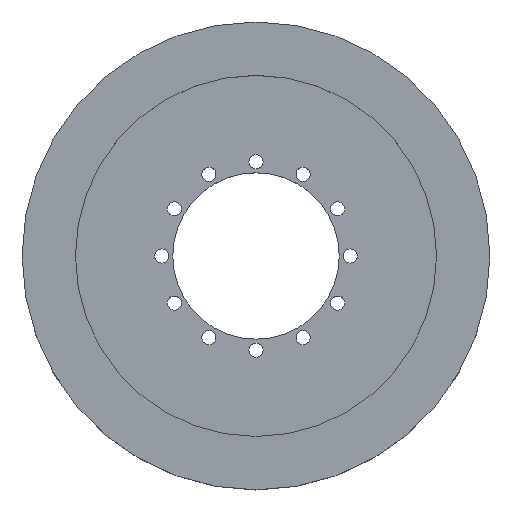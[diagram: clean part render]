
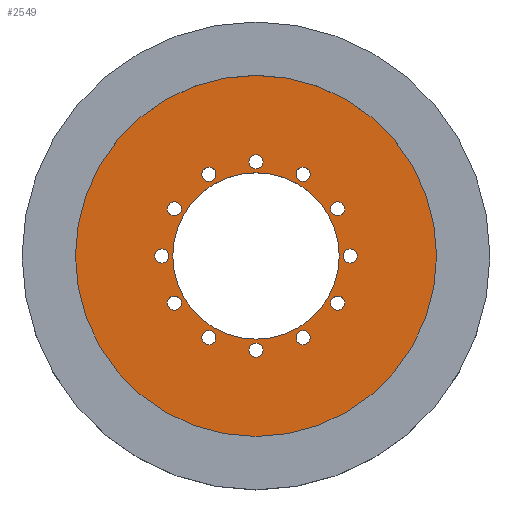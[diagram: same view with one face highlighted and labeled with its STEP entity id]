
A CAD part, top view. The second image highlights one B-rep face of the part: STEP entity #2549.
In plain terms, the highlighted planar face has unit normal (0, 0, 1).
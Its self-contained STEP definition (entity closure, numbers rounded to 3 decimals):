
#32=FACE_BOUND('',#338,.T.);
#33=FACE_BOUND('',#339,.T.);
#34=FACE_BOUND('',#340,.T.);
#35=FACE_BOUND('',#341,.T.);
#36=FACE_BOUND('',#342,.T.);
#37=FACE_BOUND('',#343,.T.);
#38=FACE_BOUND('',#344,.T.);
#39=FACE_BOUND('',#345,.T.);
#40=FACE_BOUND('',#346,.T.);
#41=FACE_BOUND('',#347,.T.);
#42=FACE_BOUND('',#348,.T.);
#43=FACE_BOUND('',#349,.T.);
#44=FACE_BOUND('',#350,.T.);
#50=PLANE('',#2956);
#185=FACE_OUTER_BOUND('',#337,.T.);
#337=EDGE_LOOP('',(#2272));
#338=EDGE_LOOP('',(#2273));
#339=EDGE_LOOP('',(#2274));
#340=EDGE_LOOP('',(#2275));
#341=EDGE_LOOP('',(#2276));
#342=EDGE_LOOP('',(#2277));
#343=EDGE_LOOP('',(#2278));
#344=EDGE_LOOP('',(#2279));
#345=EDGE_LOOP('',(#2280));
#346=EDGE_LOOP('',(#2281));
#347=EDGE_LOOP('',(#2282));
#348=EDGE_LOOP('',(#2283));
#349=EDGE_LOOP('',(#2284));
#350=EDGE_LOOP('',(#2285));
#609=CIRCLE('',#2565,2.25);
#611=CIRCLE('',#2568,2.25);
#613=CIRCLE('',#2571,2.25);
#615=CIRCLE('',#2574,2.25);
#617=CIRCLE('',#2577,2.25);
#619=CIRCLE('',#2580,2.25);
#621=CIRCLE('',#2583,2.25);
#623=CIRCLE('',#2586,2.25);
#625=CIRCLE('',#2589,2.25);
#627=CIRCLE('',#2592,2.25);
#629=CIRCLE('',#2595,2.25);
#631=CIRCLE('',#2598,2.25);
#863=CIRCLE('',#2949,57.5);
#866=CIRCLE('',#2955,26.5);
#867=VERTEX_POINT('',#3876);
#869=VERTEX_POINT('',#3882);
#871=VERTEX_POINT('',#3888);
#873=VERTEX_POINT('',#3894);
#875=VERTEX_POINT('',#3900);
#877=VERTEX_POINT('',#3906);
#879=VERTEX_POINT('',#3912);
#881=VERTEX_POINT('',#3918);
#883=VERTEX_POINT('',#3924);
#885=VERTEX_POINT('',#3930);
#887=VERTEX_POINT('',#3936);
#889=VERTEX_POINT('',#3942);
#1121=VERTEX_POINT('',#4640);
#1124=VERTEX_POINT('',#4651);
#1125=EDGE_CURVE('',#867,#867,#609,.T.);
#1128=EDGE_CURVE('',#869,#869,#611,.T.);
#1131=EDGE_CURVE('',#871,#871,#613,.T.);
#1134=EDGE_CURVE('',#873,#873,#615,.T.);
#1137=EDGE_CURVE('',#875,#875,#617,.T.);
#1140=EDGE_CURVE('',#877,#877,#619,.T.);
#1143=EDGE_CURVE('',#879,#879,#621,.T.);
#1146=EDGE_CURVE('',#881,#881,#623,.T.);
#1149=EDGE_CURVE('',#883,#883,#625,.T.);
#1152=EDGE_CURVE('',#885,#885,#627,.T.);
#1155=EDGE_CURVE('',#887,#887,#629,.T.);
#1158=EDGE_CURVE('',#889,#889,#631,.T.);
#1506=EDGE_CURVE('',#1121,#1121,#863,.T.);
#1510=EDGE_CURVE('',#1124,#1124,#866,.T.);
#2272=ORIENTED_EDGE('',*,*,#1506,.T.);
#2273=ORIENTED_EDGE('',*,*,#1125,.T.);
#2274=ORIENTED_EDGE('',*,*,#1128,.T.);
#2275=ORIENTED_EDGE('',*,*,#1131,.T.);
#2276=ORIENTED_EDGE('',*,*,#1134,.T.);
#2277=ORIENTED_EDGE('',*,*,#1137,.T.);
#2278=ORIENTED_EDGE('',*,*,#1140,.T.);
#2279=ORIENTED_EDGE('',*,*,#1143,.T.);
#2280=ORIENTED_EDGE('',*,*,#1146,.T.);
#2281=ORIENTED_EDGE('',*,*,#1149,.T.);
#2282=ORIENTED_EDGE('',*,*,#1152,.T.);
#2283=ORIENTED_EDGE('',*,*,#1155,.T.);
#2284=ORIENTED_EDGE('',*,*,#1158,.T.);
#2285=ORIENTED_EDGE('',*,*,#1510,.T.);
#2549=ADVANCED_FACE('',(#185,#32,#33,#34,#35,#36,#37,#38,#39,#40,#41,#42,
#43,#44),#50,.T.);
#2565=AXIS2_PLACEMENT_3D('',#3877,#2961,#2962);
#2568=AXIS2_PLACEMENT_3D('',#3883,#2968,#2969);
#2571=AXIS2_PLACEMENT_3D('',#3889,#2975,#2976);
#2574=AXIS2_PLACEMENT_3D('',#3895,#2982,#2983);
#2577=AXIS2_PLACEMENT_3D('',#3901,#2989,#2990);
#2580=AXIS2_PLACEMENT_3D('',#3907,#2996,#2997);
#2583=AXIS2_PLACEMENT_3D('',#3913,#3003,#3004);
#2586=AXIS2_PLACEMENT_3D('',#3919,#3010,#3011);
#2589=AXIS2_PLACEMENT_3D('',#3925,#3017,#3018);
#2592=AXIS2_PLACEMENT_3D('',#3931,#3024,#3025);
#2595=AXIS2_PLACEMENT_3D('',#3937,#3031,#3032);
#2598=AXIS2_PLACEMENT_3D('',#3943,#3038,#3039);
#2949=AXIS2_PLACEMENT_3D('',#4642,#3856,#3857);
#2955=AXIS2_PLACEMENT_3D('',#4652,#3869,#3870);
#2956=AXIS2_PLACEMENT_3D('',#4654,#3872,#3873);
#2961=DIRECTION('center_axis',(0.,0.,-1.));
#2962=DIRECTION('ref_axis',(0.866,-0.5,0.));
#2968=DIRECTION('center_axis',(0.,0.,-1.));
#2969=DIRECTION('ref_axis',(0.5,-0.866,0.));
#2975=DIRECTION('center_axis',(0.,0.,-1.));
#2976=DIRECTION('ref_axis',(0.,-1.,0.));
#2982=DIRECTION('center_axis',(0.,0.,-1.));
#2983=DIRECTION('ref_axis',(-0.5,-0.866,0.));
#2989=DIRECTION('center_axis',(0.,0.,-1.));
#2990=DIRECTION('ref_axis',(-0.866,-0.5,0.));
#2996=DIRECTION('center_axis',(0.,0.,-1.));
#2997=DIRECTION('ref_axis',(-1.,0.,0.));
#3003=DIRECTION('center_axis',(0.,0.,-1.));
#3004=DIRECTION('ref_axis',(-0.866,0.5,0.));
#3010=DIRECTION('center_axis',(0.,0.,-1.));
#3011=DIRECTION('ref_axis',(-0.5,0.866,0.));
#3017=DIRECTION('center_axis',(0.,0.,-1.));
#3018=DIRECTION('ref_axis',(0.,1.,0.));
#3024=DIRECTION('center_axis',(0.,0.,-1.));
#3025=DIRECTION('ref_axis',(0.5,0.866,0.));
#3031=DIRECTION('center_axis',(0.,0.,-1.));
#3032=DIRECTION('ref_axis',(0.866,0.5,0.));
#3038=DIRECTION('center_axis',(0.,0.,-1.));
#3039=DIRECTION('ref_axis',(1.,0.,0.));
#3856=DIRECTION('center_axis',(0.,0.,1.));
#3857=DIRECTION('ref_axis',(1.,0.,0.));
#3869=DIRECTION('center_axis',(0.,0.,-1.));
#3870=DIRECTION('ref_axis',(1.,0.,0.));
#3872=DIRECTION('center_axis',(0.,0.,1.));
#3873=DIRECTION('ref_axis',(1.,0.,0.));
#3876=CARTESIAN_POINT('',(-27.929,16.125,126.));
#3877=CARTESIAN_POINT('Origin',(-25.981,15.,126.));
#3882=CARTESIAN_POINT('',(-16.125,27.929,126.));
#3883=CARTESIAN_POINT('Origin',(-15.,25.981,126.));
#3888=CARTESIAN_POINT('',(0.,32.25,126.));
#3889=CARTESIAN_POINT('Origin',(0.,30.,126.));
#3894=CARTESIAN_POINT('',(16.125,27.929,126.));
#3895=CARTESIAN_POINT('Origin',(15.,25.981,126.));
#3900=CARTESIAN_POINT('',(27.929,16.125,126.));
#3901=CARTESIAN_POINT('Origin',(25.981,15.,126.));
#3906=CARTESIAN_POINT('',(32.25,0.,126.));
#3907=CARTESIAN_POINT('Origin',(30.,0.,
126.));
#3912=CARTESIAN_POINT('',(27.929,-16.125,126.));
#3913=CARTESIAN_POINT('Origin',(25.981,-15.,126.));
#3918=CARTESIAN_POINT('',(16.125,-27.929,126.));
#3919=CARTESIAN_POINT('Origin',(15.,-25.981,126.));
#3924=CARTESIAN_POINT('',(0.,-32.25,126.));
#3925=CARTESIAN_POINT('Origin',(0.,-30.,
126.));
#3930=CARTESIAN_POINT('',(-16.125,-27.929,126.));
#3931=CARTESIAN_POINT('Origin',(-15.,-25.981,126.));
#3936=CARTESIAN_POINT('',(-27.929,-16.125,126.));
#3937=CARTESIAN_POINT('Origin',(-25.981,-15.,126.));
#3942=CARTESIAN_POINT('',(-32.25,0.,126.));
#3943=CARTESIAN_POINT('Origin',(-30.,0.,
126.));
#4640=CARTESIAN_POINT('',(-57.5,0.,126.));
#4642=CARTESIAN_POINT('Origin',(0.,0.,126.));
#4651=CARTESIAN_POINT('',(-26.5,0.,126.));
#4652=CARTESIAN_POINT('Origin',(0.,0.,126.));
#4654=CARTESIAN_POINT('Origin',(0.,0.,126.));
